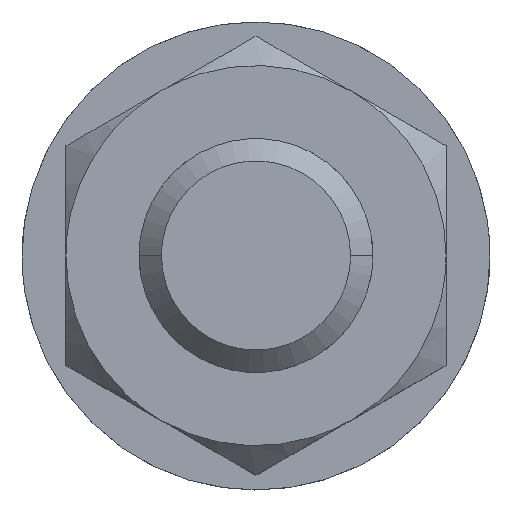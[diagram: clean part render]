
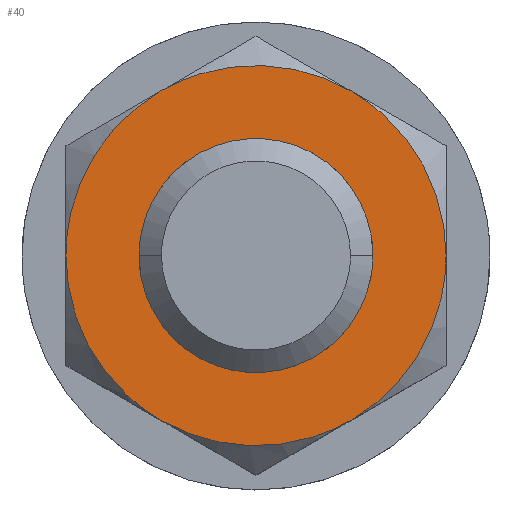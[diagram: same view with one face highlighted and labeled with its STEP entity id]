
A CAD part, top view. The second image highlights one B-rep face of the part: STEP entity #40.
In plain terms, the highlighted face is planar.
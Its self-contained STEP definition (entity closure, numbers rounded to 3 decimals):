
#40=ADVANCED_FACE('',(#104,#93),#825,.T.);
#93=FACE_BOUND('',#164,.T.);
#104=FACE_OUTER_BOUND('',#163,.T.);
#163=EDGE_LOOP('',(#248,#249,#250,#251,#252,#253));
#164=EDGE_LOOP('',(#254,#255));
#248=ORIENTED_EDGE('',*,*,#480,.T.);
#249=ORIENTED_EDGE('',*,*,#481,.T.);
#250=ORIENTED_EDGE('',*,*,#482,.T.);
#251=ORIENTED_EDGE('',*,*,#478,.T.);
#252=ORIENTED_EDGE('',*,*,#479,.T.);
#253=ORIENTED_EDGE('',*,*,#494,.T.);
#254=ORIENTED_EDGE('',*,*,#477,.T.);
#255=ORIENTED_EDGE('',*,*,#474,.T.);
#474=EDGE_CURVE('',#724,#725,#666,.T.);
#477=EDGE_CURVE('',#725,#724,#667,.T.);
#478=EDGE_CURVE('',#730,#729,#668,.T.);
#479=EDGE_CURVE('',#729,#728,#669,.T.);
#480=EDGE_CURVE('',#726,#727,#670,.T.);
#481=EDGE_CURVE('',#727,#731,#671,.T.);
#482=EDGE_CURVE('',#731,#730,#672,.T.);
#494=EDGE_CURVE('',#728,#726,#673,.T.);
#666=(
BOUNDED_CURVE()
B_SPLINE_CURVE(2,(#1578,#1579,#1580,#1581,#1582),.UNSPECIFIED.,.F.,.F.)
B_SPLINE_CURVE_WITH_KNOTS((3,2,3),(0.,6.283,12.566),
 .UNSPECIFIED.)
CURVE()
GEOMETRIC_REPRESENTATION_ITEM()
RATIONAL_B_SPLINE_CURVE((1.,0.707,1.,0.707,1.))
REPRESENTATION_ITEM('')
);
#667=(
BOUNDED_CURVE()
B_SPLINE_CURVE(2,(#1587,#1588,#1589,#1590,#1591),.UNSPECIFIED.,.F.,.F.)
B_SPLINE_CURVE_WITH_KNOTS((3,2,3),(0.,6.283,12.566),
 .UNSPECIFIED.)
CURVE()
GEOMETRIC_REPRESENTATION_ITEM()
RATIONAL_B_SPLINE_CURVE((1.,0.707,1.,0.707,1.))
REPRESENTATION_ITEM('')
);
#668=(
BOUNDED_CURVE()
B_SPLINE_CURVE(2,(#1592,#1593,#1594),.UNSPECIFIED.,.F.,.F.)
B_SPLINE_CURVE_WITH_KNOTS((3,3),(0.,6.807),.UNSPECIFIED.)
CURVE()
GEOMETRIC_REPRESENTATION_ITEM()
RATIONAL_B_SPLINE_CURVE((1.,0.866,1.))
REPRESENTATION_ITEM('')
);
#669=(
BOUNDED_CURVE()
B_SPLINE_CURVE(2,(#1595,#1596,#1597),.UNSPECIFIED.,.F.,.F.)
B_SPLINE_CURVE_WITH_KNOTS((3,3),(-6.807,0.),.UNSPECIFIED.)
CURVE()
GEOMETRIC_REPRESENTATION_ITEM()
RATIONAL_B_SPLINE_CURVE((1.,0.866,1.))
REPRESENTATION_ITEM('')
);
#670=(
BOUNDED_CURVE()
B_SPLINE_CURVE(2,(#1598,#1599,#1600),.UNSPECIFIED.,.F.,.F.)
B_SPLINE_CURVE_WITH_KNOTS((3,3),(0.,6.807),.UNSPECIFIED.)
CURVE()
GEOMETRIC_REPRESENTATION_ITEM()
RATIONAL_B_SPLINE_CURVE((1.,0.866,1.))
REPRESENTATION_ITEM('')
);
#671=(
BOUNDED_CURVE()
B_SPLINE_CURVE(2,(#1601,#1602,#1603),.UNSPECIFIED.,.F.,.F.)
B_SPLINE_CURVE_WITH_KNOTS((3,3),(-6.807,0.),.UNSPECIFIED.)
CURVE()
GEOMETRIC_REPRESENTATION_ITEM()
RATIONAL_B_SPLINE_CURVE((1.,0.866,1.))
REPRESENTATION_ITEM('')
);
#672=(
BOUNDED_CURVE()
B_SPLINE_CURVE(2,(#1604,#1605,#1606),.UNSPECIFIED.,.F.,.F.)
B_SPLINE_CURVE_WITH_KNOTS((3,3),(-6.807,0.),.UNSPECIFIED.)
CURVE()
GEOMETRIC_REPRESENTATION_ITEM()
RATIONAL_B_SPLINE_CURVE((1.,0.866,1.))
REPRESENTATION_ITEM('')
);
#673=(
BOUNDED_CURVE()
B_SPLINE_CURVE(2,(#1661,#1662,#1663),.UNSPECIFIED.,.F.,.F.)
B_SPLINE_CURVE_WITH_KNOTS((3,3),(-6.807,0.),.UNSPECIFIED.)
CURVE()
GEOMETRIC_REPRESENTATION_ITEM()
RATIONAL_B_SPLINE_CURVE((1.,0.866,1.))
REPRESENTATION_ITEM('')
);
#724=VERTEX_POINT('',#1520);
#725=VERTEX_POINT('',#1521);
#726=VERTEX_POINT('',#1522);
#727=VERTEX_POINT('',#1523);
#728=VERTEX_POINT('',#1524);
#729=VERTEX_POINT('',#1525);
#730=VERTEX_POINT('',#1526);
#731=VERTEX_POINT('',#1527);
#825=PLANE('',#1110);
#1110=AXIS2_PLACEMENT_3D('',#1267,#1141,$);
#1141=DIRECTION('',(0.,1.,0.));
#1267=CARTESIAN_POINT('',(-7.92,6.8,9.127));
#1520=CARTESIAN_POINT('',(4.,6.8,0.));
#1521=CARTESIAN_POINT('',(-4.,6.8,0.));
#1522=CARTESIAN_POINT('',(-3.25,6.8,5.629));
#1523=CARTESIAN_POINT('',(3.25,6.8,5.629));
#1524=CARTESIAN_POINT('',(-6.5,6.8,0.));
#1525=CARTESIAN_POINT('',(-3.25,6.8,-5.629));
#1526=CARTESIAN_POINT('',(3.25,6.8,-5.629));
#1527=CARTESIAN_POINT('',(6.5,6.8,0.));
#1578=CARTESIAN_POINT('',(4.,6.8,0.));
#1579=CARTESIAN_POINT('',(4.,6.8,4.));
#1580=CARTESIAN_POINT('',(0.,6.8,4.));
#1581=CARTESIAN_POINT('',(-4.,6.8,4.));
#1582=CARTESIAN_POINT('',(-4.,6.8,0.));
#1587=CARTESIAN_POINT('',(-4.,6.8,0.));
#1588=CARTESIAN_POINT('',(-4.,6.8,-4.));
#1589=CARTESIAN_POINT('',(0.,6.8,-4.));
#1590=CARTESIAN_POINT('',(4.,6.8,-4.));
#1591=CARTESIAN_POINT('',(4.,6.8,0.));
#1592=CARTESIAN_POINT('',(3.25,6.8,-5.629));
#1593=CARTESIAN_POINT('',(0.,6.8,-7.506));
#1594=CARTESIAN_POINT('',(-3.25,6.8,-5.629));
#1595=CARTESIAN_POINT('',(-3.25,6.8,-5.629));
#1596=CARTESIAN_POINT('',(-6.5,6.8,-3.753));
#1597=CARTESIAN_POINT('',(-6.5,6.8,0.));
#1598=CARTESIAN_POINT('',(-3.25,6.8,5.629));
#1599=CARTESIAN_POINT('',(0.,6.8,7.506));
#1600=CARTESIAN_POINT('',(3.25,6.8,5.629));
#1601=CARTESIAN_POINT('',(3.25,6.8,5.629));
#1602=CARTESIAN_POINT('',(6.5,6.8,3.753));
#1603=CARTESIAN_POINT('',(6.5,6.8,0.));
#1604=CARTESIAN_POINT('',(6.5,6.8,0.));
#1605=CARTESIAN_POINT('',(6.5,6.8,-3.753));
#1606=CARTESIAN_POINT('',(3.25,6.8,-5.629));
#1661=CARTESIAN_POINT('',(-6.5,6.8,0.));
#1662=CARTESIAN_POINT('',(-6.5,6.8,3.753));
#1663=CARTESIAN_POINT('',(-3.25,6.8,5.629));
